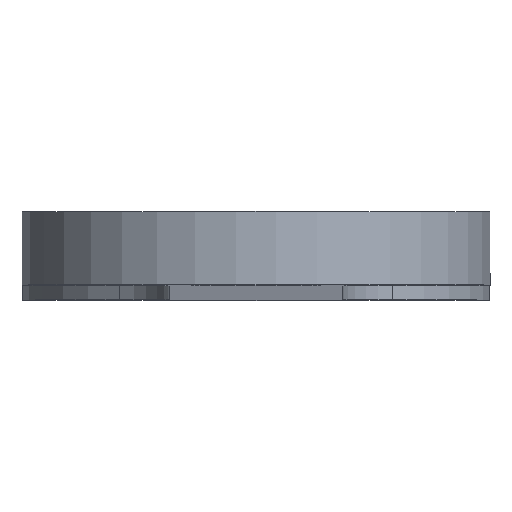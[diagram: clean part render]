
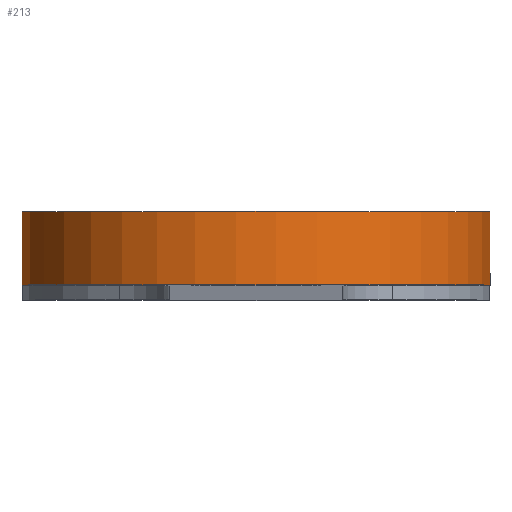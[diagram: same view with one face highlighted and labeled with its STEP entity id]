
A CAD part, top view. The second image highlights one B-rep face of the part: STEP entity #213.
In plain terms, the highlighted cylindrical face has radius 5.45 mm (diameter 10.9 mm), a partial arc.
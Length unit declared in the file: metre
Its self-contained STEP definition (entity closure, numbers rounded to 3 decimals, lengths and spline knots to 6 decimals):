
#20=CYLINDRICAL_SURFACE('',#246,0.00545);
#30=LINE('',#361,#42);
#31=LINE('',#362,#43);
#42=VECTOR('',#291,1.);
#43=VECTOR('',#292,1.);
#62=ORIENTED_EDGE('',*,*,#118,.T.);
#63=ORIENTED_EDGE('',*,*,#119,.T.);
#64=ORIENTED_EDGE('',*,*,#110,.F.);
#65=ORIENTED_EDGE('',*,*,#120,.F.);
#110=EDGE_CURVE('',#138,#139,#158,.T.);
#118=EDGE_CURVE('',#146,#147,#164,.T.);
#119=EDGE_CURVE('',#147,#139,#30,.T.);
#120=EDGE_CURVE('',#146,#138,#31,.T.);
#138=VERTEX_POINT('',#342);
#139=VERTEX_POINT('',#343);
#146=VERTEX_POINT('',#359);
#147=VERTEX_POINT('',#360);
#158=CIRCLE('',#240,0.00545);
#164=CIRCLE('',#247,0.00545);
#175=EDGE_LOOP('',(#62,#63,#64,#65));
#193=FACE_BOUND('',#175,.T.);
#213=ADVANCED_FACE('',(#193),#20,.T.);
#240=AXIS2_PLACEMENT_3D('',#341,#273,#274);
#246=AXIS2_PLACEMENT_3D('',#357,#287,#288);
#247=AXIS2_PLACEMENT_3D('',#358,#289,#290);
#273=DIRECTION('',(0.,1.,0.));
#274=DIRECTION('',(-0.582,0.,-0.813));
#287=DIRECTION('',(0.,1.,0.));
#288=DIRECTION('',(0.,0.,1.));
#289=DIRECTION('',(0.,1.,0.));
#290=DIRECTION('',(-0.582,0.,-0.813));
#291=DIRECTION('',(0.,1.,0.));
#292=DIRECTION('',(0.,1.,0.));
#341=CARTESIAN_POINT('',(0.,0.0017,0.));
#342=CARTESIAN_POINT('',(-0.00317,0.0017,-0.004433));
#343=CARTESIAN_POINT('',(0.00317,0.0017,-0.004433));
#357=CARTESIAN_POINT('',(0.,0.,0.));
#358=CARTESIAN_POINT('',(0.,0.,0.));
#359=CARTESIAN_POINT('',(-0.00317,0.,-0.004433));
#360=CARTESIAN_POINT('',(0.00317,0.,-0.004433));
#361=CARTESIAN_POINT('',(0.00317,0.,-0.004433));
#362=CARTESIAN_POINT('',(-0.00317,0.,-0.004433));
